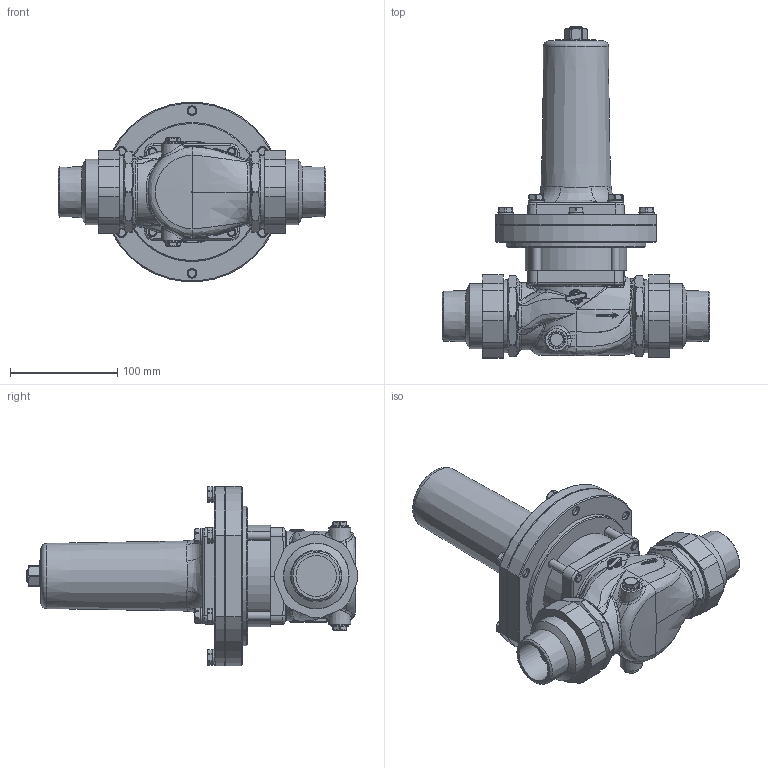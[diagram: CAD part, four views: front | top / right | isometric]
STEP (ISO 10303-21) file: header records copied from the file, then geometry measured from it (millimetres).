
FILE_DESCRIPTION(/* description */ (''),/* implementation_level */ '2;1');
FILE_NAME(/* name */ '075006-R0330.stp',/* time_stamp */ '2023-02-17T13:17:56+01:00',/* author */ ('gninka'),/* organization */ (''),/* preprocessor_version */ 'ST-DEVELOPER v19',/* originating_system */ 'Autodesk Inventor 2023',/* authorisation */ '');
FILE_SCHEMA (('AUTOMOTIVE_DESIGN { 1 0 10303 214 3 1 1 }'));
Length unit declared in the file: millimetre
Products named in the file (1): 075006-R6330.20221213_step
Bounding box: 250 x 310.04 x 167.39 mm (x, y, z)
Volume: 2358438.7 mm3; surface area: 182590.9 mm2
Topology: 1 solids, 1 shells, 1216 faces, 2950 edges, 1780 vertices
Faces by surface type: plane 330, cylinder 324, bspline 322, cone 158, sphere 44, torus 38
Full cylindrical faces by diameter (mm): 3 x1, 8 x24, 8.2 x6, 8.5 x8, 10 x3, 12 x1, 16.5 x2, 20 x1, 38 x2, 61 x2, 61.3 x2, 68 x2, 95 x1, 130 x1
Entity records: 50844 total; most frequent: CARTESIAN_POINT 24624, ORIENTED_EDGE 5880, DIRECTION 4913, EDGE_CURVE 2940, AXIS2_PLACEMENT_3D 2033, VERTEX_POINT 1780, EDGE_LOOP 1304, FACE_OUTER_BOUND 1216
